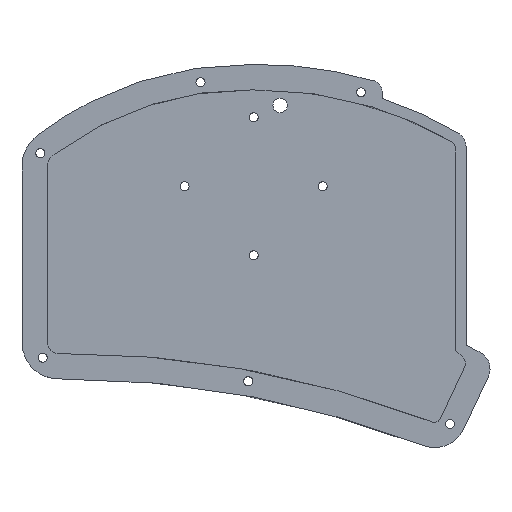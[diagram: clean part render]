
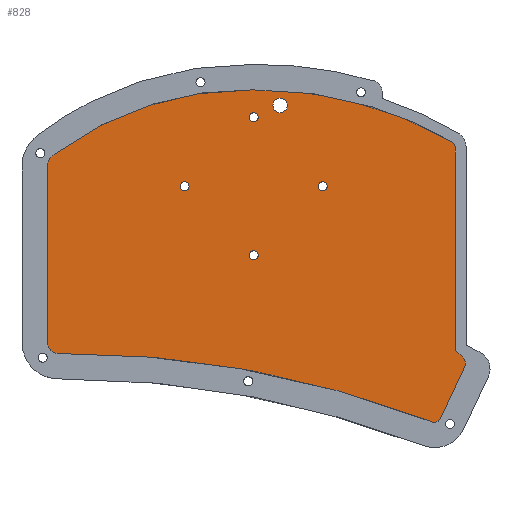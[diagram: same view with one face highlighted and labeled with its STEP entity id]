
A CAD part, top view. The second image highlights one B-rep face of the part: STEP entity #828.
In plain terms, the highlighted planar face has unit normal (0, 0, 1).
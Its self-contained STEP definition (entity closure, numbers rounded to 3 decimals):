
#22=FACE_BOUND('',#194,.T.);
#23=FACE_BOUND('',#195,.T.);
#24=FACE_BOUND('',#196,.T.);
#25=FACE_BOUND('',#197,.T.);
#26=FACE_BOUND('',#198,.T.);
#38=CIRCLE('',#846,1.959);
#40=CIRCLE('',#850,4.505);
#42=CIRCLE('',#854,1.981);
#57=CIRCLE('',#874,1.25);
#62=CIRCLE('',#883,1.25);
#64=CIRCLE('',#886,1.25);
#66=CIRCLE('',#889,2.);
#68=CIRCLE('',#892,1.25);
#102=PLANE('',#908);
#144=FACE_OUTER_BOUND('',#193,.T.);
#193=EDGE_LOOP('',(#732,#733,#734,#735,#736,#737,#738,#739,#740,#741,#742,
#743));
#194=EDGE_LOOP('',(#744));
#195=EDGE_LOOP('',(#745));
#196=EDGE_LOOP('',(#746));
#197=EDGE_LOOP('',(#747));
#198=EDGE_LOOP('',(#748));
#214=LINE('',#1167,#269);
#219=LINE('',#1210,#274);
#224=LINE('',#1241,#279);
#269=VECTOR('',#917,10.);
#274=VECTOR('',#930,10.);
#279=VECTOR('',#943,10.);
#321=B_SPLINE_CURVE_WITH_KNOTS('',3,(#1116,#1117,#1118,#1119,#1120,#1121,
#1122),.UNSPECIFIED.,.F.,.F.,(4,3,4),(0.,0.003,1.701),
 .UNSPECIFIED.);
#323=B_SPLINE_CURVE_WITH_KNOTS('',3,(#1149,#1150,#1151,#1152,#1153,#1154,
#1155),.UNSPECIFIED.,.F.,.F.,(4,3,4),(0.,0.18,0.198),
 .UNSPECIFIED.);
#325=B_SPLINE_CURVE_WITH_KNOTS('',3,(#1192,#1193,#1194,#1195,#1196,#1197,
#1198),.UNSPECIFIED.,.F.,.F.,(4,3,4),(0.,0.006,0.191),
 .UNSPECIFIED.);
#327=B_SPLINE_CURVE_WITH_KNOTS('',3,(#1223,#1224,#1225,#1226),
 .UNSPECIFIED.,.F.,.F.,(4,4),(0.,5.888),.UNSPECIFIED.);
#329=B_SPLINE_CURVE_WITH_KNOTS('',3,(#1266,#1267,#1268,#1269,#1270,#1271,
#1272,#1273,#1274,#1275),.UNSPECIFIED.,.F.,.F.,(4,3,3,4),(0.,0.002,
0.137,0.148),.UNSPECIFIED.);
#331=B_SPLINE_CURVE_WITH_KNOTS('',3,(#1297,#1298,#1299,#1300),
 .UNSPECIFIED.,.F.,.F.,(4,4),(0.,10.526),.UNSPECIFIED.);
#347=VERTEX_POINT('',#1114);
#348=VERTEX_POINT('',#1115);
#351=VERTEX_POINT('',#1148);
#353=VERTEX_POINT('',#1166);
#355=VERTEX_POINT('',#1172);
#357=VERTEX_POINT('',#1191);
#359=VERTEX_POINT('',#1209);
#361=VERTEX_POINT('',#1222);
#363=VERTEX_POINT('',#1234);
#365=VERTEX_POINT('',#1240);
#367=VERTEX_POINT('',#1265);
#369=VERTEX_POINT('',#1296);
#396=VERTEX_POINT('',#1413);
#401=VERTEX_POINT('',#1431);
#403=VERTEX_POINT('',#1437);
#405=VERTEX_POINT('',#1443);
#407=VERTEX_POINT('',#1449);
#425=EDGE_CURVE('',#347,#348,#321,.T.);
#429=EDGE_CURVE('',#351,#347,#323,.T.);
#432=EDGE_CURVE('',#353,#351,#214,.T.);
#435=EDGE_CURVE('',#355,#353,#38,.T.);
#438=EDGE_CURVE('',#357,#355,#325,.T.);
#441=EDGE_CURVE('',#359,#357,#219,.T.);
#444=EDGE_CURVE('',#348,#361,#327,.T.);
#447=EDGE_CURVE('',#361,#363,#40,.T.);
#450=EDGE_CURVE('',#363,#365,#224,.T.);
#453=EDGE_CURVE('',#365,#367,#329,.T.);
#456=EDGE_CURVE('',#367,#369,#331,.T.);
#459=EDGE_CURVE('',#369,#359,#42,.T.);
#489=EDGE_CURVE('',#396,#396,#57,.T.);
#498=EDGE_CURVE('',#401,#401,#62,.T.);
#501=EDGE_CURVE('',#403,#403,#64,.T.);
#504=EDGE_CURVE('',#405,#405,#66,.T.);
#507=EDGE_CURVE('',#407,#407,#68,.T.);
#732=ORIENTED_EDGE('',*,*,#441,.T.);
#733=ORIENTED_EDGE('',*,*,#438,.T.);
#734=ORIENTED_EDGE('',*,*,#435,.T.);
#735=ORIENTED_EDGE('',*,*,#432,.T.);
#736=ORIENTED_EDGE('',*,*,#429,.T.);
#737=ORIENTED_EDGE('',*,*,#425,.T.);
#738=ORIENTED_EDGE('',*,*,#444,.T.);
#739=ORIENTED_EDGE('',*,*,#447,.T.);
#740=ORIENTED_EDGE('',*,*,#450,.T.);
#741=ORIENTED_EDGE('',*,*,#453,.T.);
#742=ORIENTED_EDGE('',*,*,#456,.T.);
#743=ORIENTED_EDGE('',*,*,#459,.T.);
#744=ORIENTED_EDGE('',*,*,#507,.T.);
#745=ORIENTED_EDGE('',*,*,#504,.T.);
#746=ORIENTED_EDGE('',*,*,#501,.T.);
#747=ORIENTED_EDGE('',*,*,#498,.T.);
#748=ORIENTED_EDGE('',*,*,#489,.T.);
#828=ADVANCED_FACE('',(#144,#22,#23,#24,#25,#26),#102,.T.);
#846=AXIS2_PLACEMENT_3D('',#1173,#922,#923);
#850=AXIS2_PLACEMENT_3D('',#1235,#936,#937);
#854=AXIS2_PLACEMENT_3D('',#1308,#950,#951);
#874=AXIS2_PLACEMENT_3D('',#1414,#998,#999);
#883=AXIS2_PLACEMENT_3D('',#1432,#1020,#1021);
#886=AXIS2_PLACEMENT_3D('',#1438,#1027,#1028);
#889=AXIS2_PLACEMENT_3D('',#1444,#1034,#1035);
#892=AXIS2_PLACEMENT_3D('',#1450,#1041,#1042);
#908=AXIS2_PLACEMENT_3D('',#1647,#1095,#1096);
#917=DIRECTION('',(0.,1.,0.));
#922=DIRECTION('center_axis',(0.,0.,-1.));
#923=DIRECTION('ref_axis',(-0.954,-0.299,0.));
#930=DIRECTION('',(0.424,0.905,0.));
#936=DIRECTION('center_axis',(0.,0.,1.));
#937=DIRECTION('ref_axis',(-0.565,0.825,0.));
#943=DIRECTION('',(0.001,-1.,0.));
#950=DIRECTION('center_axis',(0.,0.,1.));
#951=DIRECTION('ref_axis',(-0.394,-0.919,0.));
#998=DIRECTION('center_axis',(0.,0.,-1.));
#999=DIRECTION('ref_axis',(1.,0.,0.));
#1020=DIRECTION('center_axis',(0.,0.,-1.));
#1021=DIRECTION('ref_axis',(1.,0.,0.));
#1027=DIRECTION('center_axis',(0.,0.,-1.));
#1028=DIRECTION('ref_axis',(1.,0.,0.));
#1034=DIRECTION('center_axis',(0.,0.,-1.));
#1035=DIRECTION('ref_axis',(1.,0.,0.));
#1041=DIRECTION('center_axis',(0.,0.,-1.));
#1042=DIRECTION('ref_axis',(1.,0.,0.));
#1095=DIRECTION('center_axis',(0.,0.,1.));
#1096=DIRECTION('ref_axis',(1.,0.,0.));
#1114=CARTESIAN_POINT('',(276.998,-133.81,1.6));
#1115=CARTESIAN_POINT('',(221.916,-119.385,1.6));
#1116=CARTESIAN_POINT('Ctrl Pts',(276.998,-133.81,1.6));
#1117=CARTESIAN_POINT('Ctrl Pts',(276.972,-133.795,1.6));
#1118=CARTESIAN_POINT('Ctrl Pts',(276.945,-133.779,1.6));
#1119=CARTESIAN_POINT('Ctrl Pts',(276.918,-133.763,1.6));
#1120=CARTESIAN_POINT('Ctrl Pts',(260.232,-124.059,1.6));
#1121=CARTESIAN_POINT('Ctrl Pts',(241.216,-119.088,1.6));
#1122=CARTESIAN_POINT('Ctrl Pts',(221.916,-119.385,1.6));
#1148=CARTESIAN_POINT('',(277.777,-135.437,1.6));
#1149=CARTESIAN_POINT('Ctrl Pts',(277.777,-135.437,1.6));
#1150=CARTESIAN_POINT('Ctrl Pts',(277.783,-134.837,1.6));
#1151=CARTESIAN_POINT('Ctrl Pts',(277.523,-134.263,1.6));
#1152=CARTESIAN_POINT('Ctrl Pts',(277.069,-133.871,1.6));
#1153=CARTESIAN_POINT('Ctrl Pts',(277.045,-133.851,1.6));
#1154=CARTESIAN_POINT('Ctrl Pts',(277.022,-133.83,1.6));
#1155=CARTESIAN_POINT('Ctrl Pts',(276.998,-133.81,1.6));
#1166=CARTESIAN_POINT('',(277.777,-190.991,1.6));
#1167=CARTESIAN_POINT('',(277.777,-150.261,1.6));
#1172=CARTESIAN_POINT('',(278.752,-192.149,1.6));
#1173=CARTESIAN_POINT('Origin',(279.647,-190.406,1.6));
#1191=CARTESIAN_POINT('',(280.417,-195.733,1.6));
#1192=CARTESIAN_POINT('Ctrl Pts',(280.417,-195.733,1.6));
#1193=CARTESIAN_POINT('Ctrl Pts',(280.425,-195.7,1.6));
#1194=CARTESIAN_POINT('Ctrl Pts',(280.433,-195.667,1.6));
#1195=CARTESIAN_POINT('Ctrl Pts',(280.44,-195.634,1.6));
#1196=CARTESIAN_POINT('Ctrl Pts',(280.781,-194.224,1.6));
#1197=CARTESIAN_POINT('Ctrl Pts',(280.068,-192.755,1.6));
#1198=CARTESIAN_POINT('Ctrl Pts',(278.752,-192.149,1.6));
#1209=CARTESIAN_POINT('',(273.654,-210.161,1.6));
#1210=CARTESIAN_POINT('',(281.115,-194.243,1.6));
#1222=CARTESIAN_POINT('',(167.071,-137.197,1.6));
#1223=CARTESIAN_POINT('Ctrl Pts',(221.916,-119.385,1.6));
#1224=CARTESIAN_POINT('Ctrl Pts',(202.165,-119.076,1.6));
#1225=CARTESIAN_POINT('Ctrl Pts',(182.871,-125.342,1.6));
#1226=CARTESIAN_POINT('Ctrl Pts',(167.071,-137.197,1.6));
#1234=CARTESIAN_POINT('',(165.226,-139.904,1.6));
#1235=CARTESIAN_POINT('Origin',(169.616,-140.915,1.6));
#1240=CARTESIAN_POINT('',(165.266,-189.33,1.6));
#1241=CARTESIAN_POINT('',(165.256,-177.231,1.6));
#1265=CARTESIAN_POINT('',(168.32,-192.129,1.6));
#1266=CARTESIAN_POINT('Ctrl Pts',(165.266,-189.33,1.6));
#1267=CARTESIAN_POINT('Ctrl Pts',(165.267,-189.342,1.6));
#1268=CARTESIAN_POINT('Ctrl Pts',(165.268,-189.354,1.6));
#1269=CARTESIAN_POINT('Ctrl Pts',(165.269,-189.366,1.6));
#1270=CARTESIAN_POINT('Ctrl Pts',(165.376,-190.822,1.6));
#1271=CARTESIAN_POINT('Ctrl Pts',(166.53,-191.979,1.6));
#1272=CARTESIAN_POINT('Ctrl Pts',(167.956,-192.116,1.6));
#1273=CARTESIAN_POINT('Ctrl Pts',(168.076,-192.127,1.6));
#1274=CARTESIAN_POINT('Ctrl Pts',(168.198,-192.132,1.6));
#1275=CARTESIAN_POINT('Ctrl Pts',(168.32,-192.129,1.6));
#1296=CARTESIAN_POINT('',(271.191,-210.932,1.6));
#1297=CARTESIAN_POINT('Ctrl Pts',(168.32,-192.129,1.6));
#1298=CARTESIAN_POINT('Ctrl Pts',(203.481,-191.949,1.6));
#1299=CARTESIAN_POINT('Ctrl Pts',(238.367,-198.326,1.6));
#1300=CARTESIAN_POINT('Ctrl Pts',(271.191,-210.932,1.6));
#1308=CARTESIAN_POINT('Origin',(271.973,-209.112,1.6));
#1413=CARTESIAN_POINT('',(220.866,-165.078,1.6));
#1414=CARTESIAN_POINT('Origin',(222.116,-165.078,1.6));
#1431=CARTESIAN_POINT('',(239.915,-146.028,1.6));
#1432=CARTESIAN_POINT('Origin',(241.165,-146.028,1.6));
#1437=CARTESIAN_POINT('',(220.866,-126.978,1.6));
#1438=CARTESIAN_POINT('Origin',(222.116,-126.978,1.6));
#1443=CARTESIAN_POINT('',(227.441,-123.692,1.6));
#1444=CARTESIAN_POINT('Origin',(229.441,-123.692,1.6));
#1449=CARTESIAN_POINT('',(201.816,-146.028,1.6));
#1450=CARTESIAN_POINT('Origin',(203.066,-146.028,1.6));
#1647=CARTESIAN_POINT('Origin',(222.787,-165.085,1.6));
